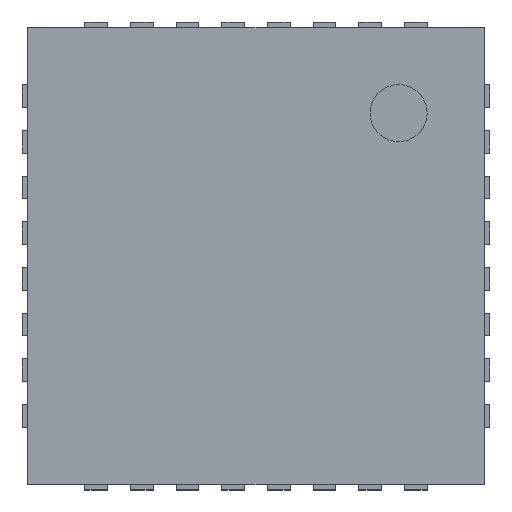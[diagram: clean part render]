
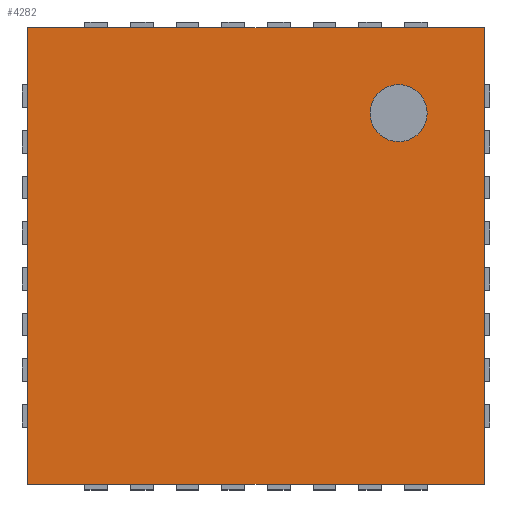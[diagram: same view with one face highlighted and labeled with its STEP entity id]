
A CAD part, top view. The second image highlights one B-rep face of the part: STEP entity #4282.
In plain terms, the highlighted planar face has unit normal (0, 0, 1).
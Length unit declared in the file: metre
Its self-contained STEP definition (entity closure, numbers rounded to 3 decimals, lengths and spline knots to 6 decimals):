
#21=CIRCLE('',#5740,0.00025);
#304=ORIENTED_EDGE('',*,*,#1474,.F.);
#305=ORIENTED_EDGE('',*,*,#1446,.F.);
#306=ORIENTED_EDGE('',*,*,#1472,.T.);
#307=ORIENTED_EDGE('',*,*,#1400,.T.);
#308=ORIENTED_EDGE('',*,*,#1374,.F.);
#1374=EDGE_CURVE('',#1977,#1978,#2383,.T.);
#1400=EDGE_CURVE('',#1995,#1978,#2409,.T.);
#1446=EDGE_CURVE('',#2025,#1977,#2455,.T.);
#1472=EDGE_CURVE('',#2025,#1995,#2481,.T.);
#1474=EDGE_CURVE('',#2043,#2043,#21,.T.);
#1977=VERTEX_POINT('',#7246);
#1978=VERTEX_POINT('',#7248);
#1995=VERTEX_POINT('',#7292);
#2025=VERTEX_POINT('',#7368);
#2043=VERTEX_POINT('',#7417);
#2383=LINE('',#7247,#2986);
#2409=LINE('',#7291,#3012);
#2455=LINE('',#7369,#3058);
#2481=LINE('',#7413,#3084);
#2986=VECTOR('',#6089,1.);
#3012=VECTOR('',#6117,1.);
#3058=VECTOR('',#6165,1.);
#3084=VECTOR('',#6193,1.);
#3454=EDGE_LOOP('',(#304));
#3455=EDGE_LOOP('',(#305,#306,#307,#308));
#3663=FACE_BOUND('',#3454,.T.);
#3664=FACE_BOUND('',#3455,.T.);
#3871=PLANE('',#5739);
#4282=ADVANCED_FACE('',(#3663,#3664),#3871,.T.);
#5739=AXIS2_PLACEMENT_3D('',#7415,#6195,#6196);
#5740=AXIS2_PLACEMENT_3D('',#7416,#6197,#6198);
#6089=DIRECTION('',(-1.,0.,0.));
#6117=DIRECTION('',(0.,-1.,0.));
#6165=DIRECTION('',(0.,-1.,0.));
#6193=DIRECTION('',(-1.,0.,0.));
#6195=DIRECTION('',(0.,0.,1.));
#6196=DIRECTION('',(1.,0.,0.));
#6197=DIRECTION('',(0.,0.,1.));
#6198=DIRECTION('',(1.,0.,0.));
#7246=CARTESIAN_POINT('',(0.002,-0.002,0.00075));
#7247=CARTESIAN_POINT('',(0.,-0.002,0.00075));
#7248=CARTESIAN_POINT('',(-0.002,-0.002,0.00075));
#7291=CARTESIAN_POINT('',(-0.002,0.,0.00075));
#7292=CARTESIAN_POINT('',(-0.002,0.002,0.00075));
#7368=CARTESIAN_POINT('',(0.002,0.002,0.00075));
#7369=CARTESIAN_POINT('',(0.002,0.,0.00075));
#7413=CARTESIAN_POINT('',(0.,0.002,0.00075));
#7415=CARTESIAN_POINT('',(0.,0.,0.00075));
#7416=CARTESIAN_POINT('',(0.00125,0.00125,0.00075));
#7417=CARTESIAN_POINT('',(0.0015,0.00125,0.00075));
